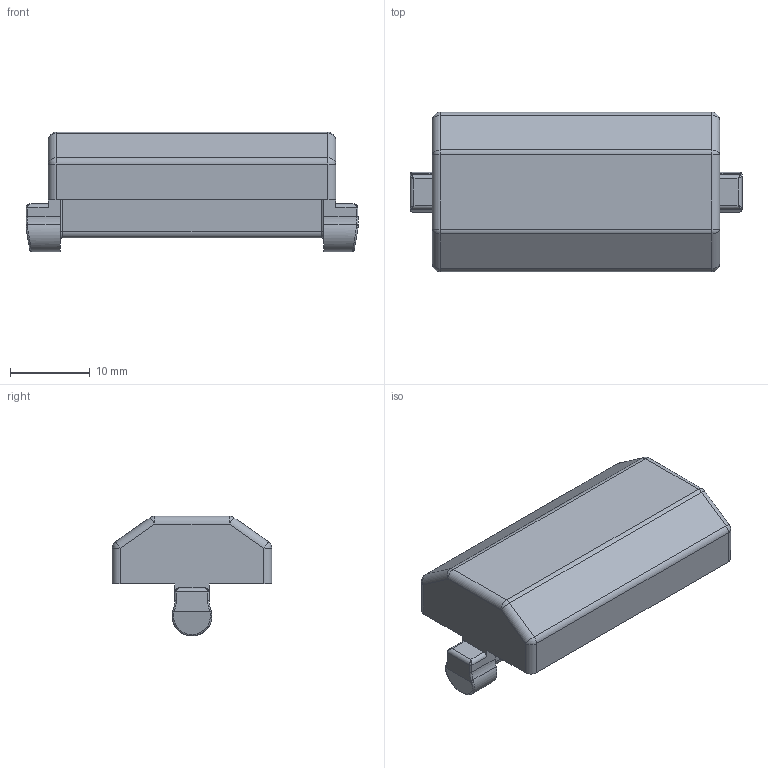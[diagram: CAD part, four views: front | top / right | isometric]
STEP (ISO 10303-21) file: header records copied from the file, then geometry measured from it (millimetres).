
FILE_DESCRIPTION(/* description */ ('Gleiteinsatz Rollenträger'),/* implementation_level */ '2;1');
FILE_NAME(/* name */ 'ZEI_CAD_210940-0-REV00_#SALL_#AIN_#V1.step',/* time_stamp */ '2022-09-15T20:51:59+02:00',/* author */ ('MiniTec'),/* organization */ ('MiniTec GmbH & Co.KG'),/* preprocessor_version */ 'ST-DEVELOPER v18.1',/* originating_system */ 'Autodesk Inventor 2021',/* authorisation */ '');
FILE_SCHEMA (('CONFIG_CONTROL_DESIGN'));
Length unit declared in the file: millimetre
Products named in the file (1): 21-0940-0FZ.000
Bounding box: 41.6 x 20 x 15 mm (x, y, z)
Volume: 2706.7 mm3; surface area: 3638 mm2
Topology: 1 solids, 1 shells, 118 faces, 271 edges, 150 vertices
Faces by surface type: cylinder 53, plane 29, sphere 20, torus 10, bspline 6
Entity records: 4114 total; most frequent: CARTESIAN_POINT 1261, DIRECTION 620, ORIENTED_EDGE 532, EDGE_CURVE 266, AXIS2_PLACEMENT_3D 245, VERTEX_POINT 150, LINE 130, VECTOR 130
